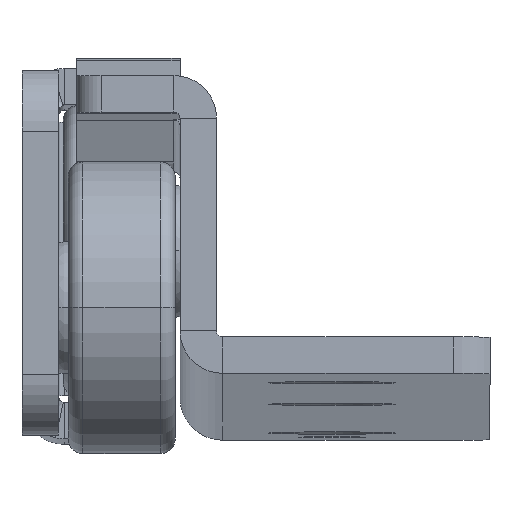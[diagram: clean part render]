
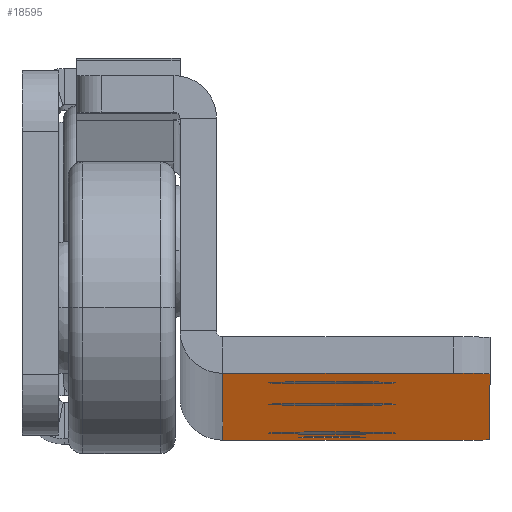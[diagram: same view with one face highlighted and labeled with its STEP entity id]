
A CAD part, top view. The second image highlights one B-rep face of the part: STEP entity #18595.
In plain terms, the highlighted face is planar.
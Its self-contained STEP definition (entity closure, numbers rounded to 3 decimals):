
#65 = VERTEX_POINT ( 'NONE', #17297 ) ;
#198 = DIRECTION ( 'NONE',  ( 0., 1., 0. ) ) ;
#583 = EDGE_CURVE ( 'NONE', #16059, #13263, #12549, .T. ) ;
#663 = EDGE_CURVE ( 'NONE', #4849, #18401, #17412, .T. ) ;
#834 = EDGE_CURVE ( 'NONE', #2148, #15758, #11945, .T. ) ;
#853 = DIRECTION ( 'NONE',  ( 0., 1., 0. ) ) ;
#884 = DIRECTION ( 'NONE',  ( 0., 1., 0. ) ) ;
#983 = PLANE ( 'NONE',  #1225 ) ;
#1087 = AXIS2_PLACEMENT_3D ( 'NONE', #14629, #11576, #11764 ) ;
#1145 = EDGE_CURVE ( 'NONE', #16059, #14814, #2015, .T. ) ;
#1225 = AXIS2_PLACEMENT_3D ( 'NONE', #4139, #3765, #13008 ) ;
#1298 = CARTESIAN_POINT ( 'NONE',  ( 3.5, -4.75, 298. ) ) ;
#1503 = EDGE_LOOP ( 'NONE', ( #3438, #14195 ) ) ;
#2015 = CIRCLE ( 'NONE', #11166, 4. ) ;
#2148 = VERTEX_POINT ( 'NONE', #16110 ) ;
#2193 = EDGE_CURVE ( 'NONE', #15758, #8198, #13178, .T. ) ;
#2544 = FACE_BOUND ( 'NONE', #14847, .T. ) ;
#2601 = DIRECTION ( 'NONE',  ( -1., 0., 0. ) ) ;
#2709 = CARTESIAN_POINT ( 'NONE',  ( 3.5, -4.75, 0. ) ) ;
#2750 = DIRECTION ( 'NONE',  ( -1., 0., 0. ) ) ;
#2896 = CARTESIAN_POINT ( 'NONE',  ( 12.5, -4.75, 10.25 ) ) ;
#3396 = CARTESIAN_POINT ( 'NONE',  ( 12.5, -4.75, 32. ) ) ;
#3438 = ORIENTED_EDGE ( 'NONE', *, *, #16779, .T. ) ;
#3587 = VECTOR ( 'NONE', #14564, 1000. ) ;
#3684 = DIRECTION ( 'NONE',  ( 0., 1., 0. ) ) ;
#3685 = ORIENTED_EDGE ( 'NONE', *, *, #834, .F. ) ;
#3765 = DIRECTION ( 'NONE',  ( 0., 1., 0. ) ) ;
#3775 = AXIS2_PLACEMENT_3D ( 'NONE', #10084, #16053, #2750 ) ;
#4139 = CARTESIAN_POINT ( 'NONE',  ( -26.5, -4.75, 0. ) ) ;
#4173 = CIRCLE ( 'NONE', #14259, 5.25 ) ;
#4328 = DIRECTION ( 'NONE',  ( 0., -1., 0. ) ) ;
#4453 = DIRECTION ( 'NONE',  ( -1., 0., 0. ) ) ;
#4668 = EDGE_CURVE ( 'NONE', #5030, #15348, #10892, .T. ) ;
#4694 = CIRCLE ( 'NONE', #18827, 4. ) ;
#4738 = ORIENTED_EDGE ( 'NONE', *, *, #15096, .T. ) ;
#4849 = VERTEX_POINT ( 'NONE', #17023 ) ;
#5030 = VERTEX_POINT ( 'NONE', #19175 ) ;
#5145 = CARTESIAN_POINT ( 'NONE',  ( 7.25, -4.75, 256. ) ) ;
#5367 = CARTESIAN_POINT ( 'NONE',  ( 25.5, -4.75, 0. ) ) ;
#5494 = AXIS2_PLACEMENT_3D ( 'NONE', #18635, #3684, #15688 ) ;
#5620 = FACE_BOUND ( 'NONE', #11382, .T. ) ;
#5807 = VERTEX_POINT ( 'NONE', #18017 ) ;
#5951 = ORIENTED_EDGE ( 'NONE', *, *, #1145, .T. ) ;
#6993 = EDGE_CURVE ( 'NONE', #15348, #5030, #8118, .T. ) ;
#7083 = FACE_OUTER_BOUND ( 'NONE', #12766, .T. ) ;
#7317 = VERTEX_POINT ( 'NONE', #9625 ) ;
#7483 = DIRECTION ( 'NONE',  ( -1., 0., 0. ) ) ;
#7758 = ORIENTED_EDGE ( 'NONE', *, *, #583, .F. ) ;
#8118 = CIRCLE ( 'NONE', #19098, 5.25 ) ;
#8196 = CARTESIAN_POINT ( 'NONE',  ( 22.5, -4.75, 4. ) ) ;
#8198 = VERTEX_POINT ( 'NONE', #1298 ) ;
#8312 = DIRECTION ( 'NONE',  ( 0., 0., -1. ) ) ;
#9106 = ORIENTED_EDGE ( 'NONE', *, *, #10317, .F. ) ;
#9450 = CIRCLE ( 'NONE', #3775, 5.25 ) ;
#9625 = CARTESIAN_POINT ( 'NONE',  ( 7.25, -4.75, 32. ) ) ;
#9727 = ORIENTED_EDGE ( 'NONE', *, *, #2193, .F. ) ;
#10084 = CARTESIAN_POINT ( 'NONE',  ( 12.5, -4.75, 256. ) ) ;
#10204 = VECTOR ( 'NONE', #8312, 1000. ) ;
#10317 = EDGE_CURVE ( 'NONE', #8198, #14814, #15774, .T. ) ;
#10461 = EDGE_CURVE ( 'NONE', #18401, #4849, #9450, .T. ) ;
#10860 = CARTESIAN_POINT ( 'NONE',  ( 12.5, -4.75, 32. ) ) ;
#10892 = CIRCLE ( 'NONE', #12463, 5.25 ) ;
#10979 = AXIS2_PLACEMENT_3D ( 'NONE', #11626, #884, #17502 ) ;
#11166 = AXIS2_PLACEMENT_3D ( 'NONE', #11537, #4328, #11632 ) ;
#11188 = DIRECTION ( 'NONE',  ( -1., 0., 0. ) ) ;
#11357 = FACE_BOUND ( 'NONE', #15132, .T. ) ;
#11382 = EDGE_LOOP ( 'NONE', ( #14227, #17905 ) ) ;
#11501 = ORIENTED_EDGE ( 'NONE', *, *, #17597, .T. ) ;
#11536 = FACE_BOUND ( 'NONE', #1503, .T. ) ;
#11537 = CARTESIAN_POINT ( 'NONE',  ( 22.5, -4.75, 294. ) ) ;
#11576 = DIRECTION ( 'NONE',  ( 0., 1., 0. ) ) ;
#11626 = CARTESIAN_POINT ( 'NONE',  ( 12.5, -4.75, 13. ) ) ;
#11632 = DIRECTION ( 'NONE',  ( 0., 0., 1. ) ) ;
#11764 = DIRECTION ( 'NONE',  ( 0., 0., -1. ) ) ;
#11945 = LINE ( 'NONE', #17924, #14917 ) ;
#12409 = ORIENTED_EDGE ( 'NONE', *, *, #663, .T. ) ;
#12420 = CIRCLE ( 'NONE', #1087, 2.75 ) ;
#12463 = AXIS2_PLACEMENT_3D ( 'NONE', #18000, #19286, #7483 ) ;
#12549 = LINE ( 'NONE', #5367, #10204 ) ;
#12558 = VECTOR ( 'NONE', #15677, 1000. ) ;
#12766 = EDGE_LOOP ( 'NONE', ( #9727, #3685, #11501, #7758, #5951, #9106 ) ) ;
#12831 = EDGE_CURVE ( 'NONE', #7317, #65, #4173, .T. ) ;
#13008 = DIRECTION ( 'NONE',  ( 0., 0., -1. ) ) ;
#13158 = CARTESIAN_POINT ( 'NONE',  ( 22.5, -4.75, 298. ) ) ;
#13178 = LINE ( 'NONE', #2709, #3587 ) ;
#13263 = VERTEX_POINT ( 'NONE', #18586 ) ;
#14195 = ORIENTED_EDGE ( 'NONE', *, *, #17545, .T. ) ;
#14206 = DIRECTION ( 'NONE',  ( 0., -1., 0. ) ) ;
#14227 = ORIENTED_EDGE ( 'NONE', *, *, #6993, .T. ) ;
#14237 = DIRECTION ( 'NONE',  ( 0., 1., 0. ) ) ;
#14259 = AXIS2_PLACEMENT_3D ( 'NONE', #10860, #198, #18220 ) ;
#14457 = CIRCLE ( 'NONE', #10979, 2.75 ) ;
#14564 = DIRECTION ( 'NONE',  ( 0., 0., 1. ) ) ;
#14629 = CARTESIAN_POINT ( 'NONE',  ( 12.5, -4.75, 13. ) ) ;
#14814 = VERTEX_POINT ( 'NONE', #13158 ) ;
#14847 = EDGE_LOOP ( 'NONE', ( #4738, #15301 ) ) ;
#14917 = VECTOR ( 'NONE', #4453, 1000. ) ;
#15096 = EDGE_CURVE ( 'NONE', #65, #7317, #15566, .T. ) ;
#15132 = EDGE_LOOP ( 'NONE', ( #12409, #18899 ) ) ;
#15301 = ORIENTED_EDGE ( 'NONE', *, *, #12831, .T. ) ;
#15348 = VERTEX_POINT ( 'NONE', #17930 ) ;
#15566 = CIRCLE ( 'NONE', #17738, 5.25 ) ;
#15677 = DIRECTION ( 'NONE',  ( 1., 0., 0. ) ) ;
#15688 = DIRECTION ( 'NONE',  ( -1., 0., 0. ) ) ;
#15758 = VERTEX_POINT ( 'NONE', #16341 ) ;
#15774 = LINE ( 'NONE', #17142, #12558 ) ;
#15941 = DIRECTION ( 'NONE',  ( 0., 0., -1. ) ) ;
#16019 = VERTEX_POINT ( 'NONE', #2896 ) ;
#16053 = DIRECTION ( 'NONE',  ( 0., 1., 0. ) ) ;
#16059 = VERTEX_POINT ( 'NONE', #19440 ) ;
#16110 = CARTESIAN_POINT ( 'NONE',  ( 22.5, -4.75, 0. ) ) ;
#16341 = CARTESIAN_POINT ( 'NONE',  ( 3.5, -4.75, 0. ) ) ;
#16779 = EDGE_CURVE ( 'NONE', #16019, #5807, #12420, .T. ) ;
#17023 = CARTESIAN_POINT ( 'NONE',  ( 17.75, -4.75, 256. ) ) ;
#17142 = CARTESIAN_POINT ( 'NONE',  ( 25.5, -4.75, 298. ) ) ;
#17297 = CARTESIAN_POINT ( 'NONE',  ( 17.75, -4.75, 32. ) ) ;
#17412 = CIRCLE ( 'NONE', #5494, 5.25 ) ;
#17471 = CARTESIAN_POINT ( 'NONE',  ( 12.5, -4.75, 160. ) ) ;
#17502 = DIRECTION ( 'NONE',  ( 0., 0., -1. ) ) ;
#17545 = EDGE_CURVE ( 'NONE', #5807, #16019, #14457, .T. ) ;
#17597 = EDGE_CURVE ( 'NONE', #2148, #13263, #4694, .T. ) ;
#17738 = AXIS2_PLACEMENT_3D ( 'NONE', #3396, #14237, #11188 ) ;
#17905 = ORIENTED_EDGE ( 'NONE', *, *, #4668, .T. ) ;
#17924 = CARTESIAN_POINT ( 'NONE',  ( 25.5, -4.75, 0. ) ) ;
#17930 = CARTESIAN_POINT ( 'NONE',  ( 17.75, -4.75, 160. ) ) ;
#18000 = CARTESIAN_POINT ( 'NONE',  ( 12.5, -4.75, 160. ) ) ;
#18017 = CARTESIAN_POINT ( 'NONE',  ( 12.5, -4.75, 15.75 ) ) ;
#18220 = DIRECTION ( 'NONE',  ( -1., 0., 0. ) ) ;
#18401 = VERTEX_POINT ( 'NONE', #5145 ) ;
#18586 = CARTESIAN_POINT ( 'NONE',  ( 25.5, -4.75, 1.354 ) ) ;
#18595 = ADVANCED_FACE ( 'NONE', ( #11357, #5620, #2544, #7083, #11536 ), #983, .F. ) ;
#18635 = CARTESIAN_POINT ( 'NONE',  ( 12.5, -4.75, 256. ) ) ;
#18827 = AXIS2_PLACEMENT_3D ( 'NONE', #8196, #14206, #15941 ) ;
#18899 = ORIENTED_EDGE ( 'NONE', *, *, #10461, .T. ) ;
#19098 = AXIS2_PLACEMENT_3D ( 'NONE', #17471, #853, #2601 ) ;
#19175 = CARTESIAN_POINT ( 'NONE',  ( 7.25, -4.75, 160. ) ) ;
#19286 = DIRECTION ( 'NONE',  ( 0., 1., 0. ) ) ;
#19440 = CARTESIAN_POINT ( 'NONE',  ( 25.5, -4.75, 296.646 ) ) ;
